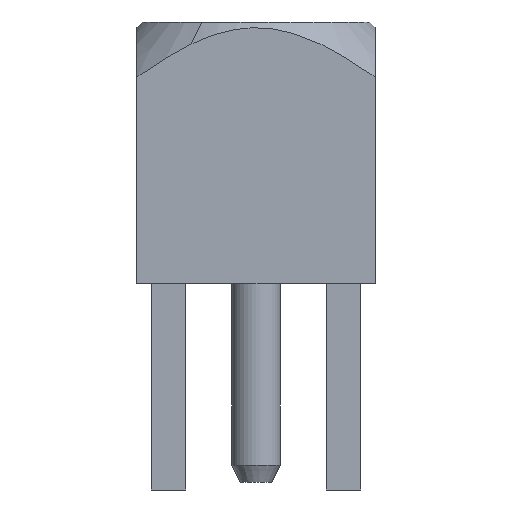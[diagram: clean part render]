
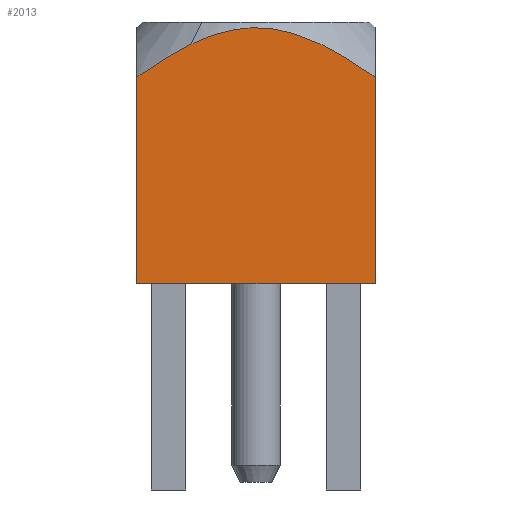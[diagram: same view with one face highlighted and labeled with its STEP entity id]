
A CAD part, left-side view. The second image highlights one B-rep face of the part: STEP entity #2013.
In plain terms, the highlighted free-form (B-spline) face has degree [1, 1] with [2, 2] control points.
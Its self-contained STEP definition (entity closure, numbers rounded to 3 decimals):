
#1339=CARTESIAN_POINT('',(-1.73,1.73,3.003));
#1340=VERTEX_POINT('',#1339);
#1354=CARTESIAN_POINT('',(-1.73,0.945,3.479));
#1355=VERTEX_POINT('',#1354);
#1356=CARTESIAN_POINT('',(-1.73,0.945,3.479));
#1357=CARTESIAN_POINT('',(-1.73,1.295,3.311));
#1358=CARTESIAN_POINT('',(-1.73,1.73,3.003));
#1366=(BOUNDED_CURVE()B_SPLINE_CURVE(2,(#1356,#1357,#1358),.UNSPECIFIED.,.F.,.U.)B_SPLINE_CURVE_WITH_KNOTS((3,3),(3.027,3.745),.UNSPECIFIED.)CURVE()GEOMETRIC_REPRESENTATION_ITEM()RATIONAL_B_SPLINE_CURVE((1.128,1.079,1.0))REPRESENTATION_ITEM(''));
#1367=EDGE_CURVE('',#1355,#1340,#1366,.T.);
#1825=CARTESIAN_POINT('',(-1.73,-1.73,3.003));
#1826=VERTEX_POINT('',#1825);
#1827=CARTESIAN_POINT('',(-1.73,-1.73,3.003));
#1828=CARTESIAN_POINT('',(-1.73,-0.249,4.051));
#1829=CARTESIAN_POINT('',(-1.73,0.945,3.479));
#1837=(BOUNDED_CURVE()B_SPLINE_CURVE(2,(#1827,#1828,#1829),.UNSPECIFIED.,.F.,.U.)B_SPLINE_CURVE_WITH_KNOTS((3,3),(0.0,3.027),.UNSPECIFIED.)CURVE()GEOMETRIC_REPRESENTATION_ITEM()RATIONAL_B_SPLINE_CURVE((1.0,1.335,1.128))REPRESENTATION_ITEM(''));
#1838=EDGE_CURVE('',#1826,#1355,#1837,.T.);
#1950=CARTESIAN_POINT('',(-1.73,-1.73,0.0));
#1951=VERTEX_POINT('',#1950);
#1958=CARTESIAN_POINT('',(-1.73,1.73,0.0));
#1959=VERTEX_POINT('',#1958);
#1960=CARTESIAN_POINT('',(-1.73,1.73,0.0));
#1961=DIRECTION('',(0.0,-1.0,0.0));
#1962=VECTOR('',#1961,3.46);
#1963=LINE('',#1960,#1962);
#1964=EDGE_CURVE('',#1959,#1951,#1963,.T.);
#1987=CARTESIAN_POINT('',(-1.73,1.73,3.003));
#1988=DIRECTION('',(0.0,0.0,-1.0));
#1989=VECTOR('',#1988,3.003);
#1990=LINE('',#1987,#1989);
#1991=EDGE_CURVE('',#1340,#1959,#1990,.T.);
#1996=CARTESIAN_POINT('',(-1.73,-1.73,4.051));
#1997=CARTESIAN_POINT('',(-1.73,-1.73,0.0));
#1998=CARTESIAN_POINT('',(-1.73,1.73,4.051));
#1999=CARTESIAN_POINT('',(-1.73,1.73,0.0));
#2000=B_SPLINE_SURFACE_WITH_KNOTS('',1,1,((#1996,#1998),(#1997,#1999)),.UNSPECIFIED.,.F.,.F.,.U.,(2,2),(2,2),(0.0,4.051),(0.0,3.46),.UNSPECIFIED.);
#2001=ORIENTED_EDGE('',*,*,#1367,.T.);
#2002=ORIENTED_EDGE('',*,*,#1991,.T.);
#2003=ORIENTED_EDGE('',*,*,#1964,.T.);
#2004=CARTESIAN_POINT('',(-1.73,-1.73,3.003));
#2005=DIRECTION('',(0.0,0.0,-1.0));
#2006=VECTOR('',#2005,3.003);
#2007=LINE('',#2004,#2006);
#2008=EDGE_CURVE('',#1826,#1951,#2007,.T.);
#2009=ORIENTED_EDGE('',*,*,#2008,.F.);
#2010=ORIENTED_EDGE('',*,*,#1838,.T.);
#2011=EDGE_LOOP('',(#2001,#2002,#2003,#2009,#2010));
#2012=FACE_OUTER_BOUND('',#2011,.T.);
#2013=ADVANCED_FACE('',(#2012),#2000,.F.);
